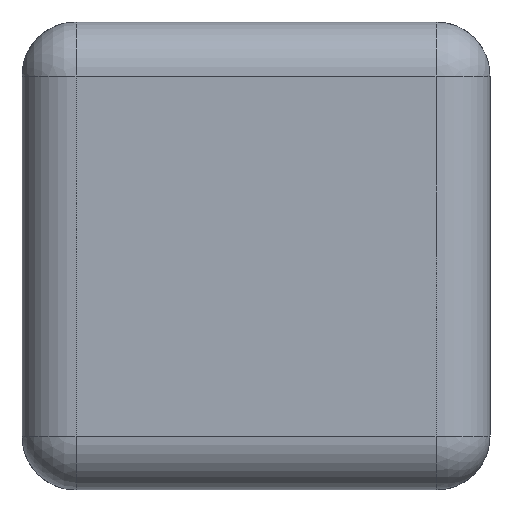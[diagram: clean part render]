
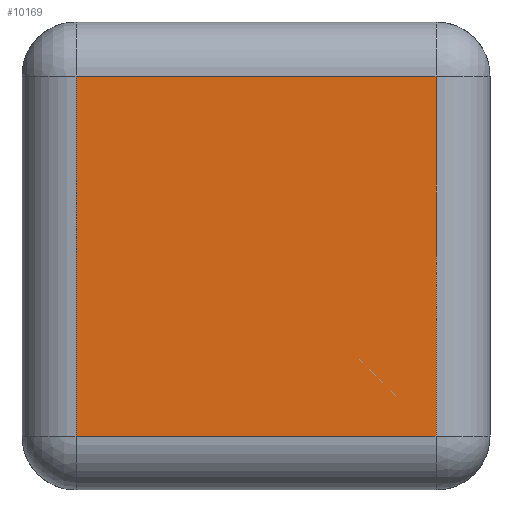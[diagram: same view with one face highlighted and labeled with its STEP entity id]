
A CAD part, left-side view. The second image highlights one B-rep face of the part: STEP entity #10169.
In plain terms, the highlighted planar face has unit normal (-1, 0, 0).
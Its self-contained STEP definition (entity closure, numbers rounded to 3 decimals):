
#1666 = CARTESIAN_POINT ( 'NONE',  ( -0.51, -0.2, -0.2 ) ) ;
#2047 = DIRECTION ( 'NONE',  ( 0., 0., -1. ) ) ;
#2286 = EDGE_LOOP ( 'NONE', ( #2583, #13612, #3689, #14012 ) ) ;
#2398 = LINE ( 'NONE', #3711, #4361 ) ;
#2434 = VERTEX_POINT ( 'NONE', #1666 ) ;
#2583 = ORIENTED_EDGE ( 'NONE', *, *, #9620, .T. ) ;
#3613 = DIRECTION ( 'NONE',  ( 0., -1., 0. ) ) ;
#3689 = ORIENTED_EDGE ( 'NONE', *, *, #10798, .T. ) ;
#3695 = LINE ( 'NONE', #9084, #7833 ) ;
#3711 = CARTESIAN_POINT ( 'NONE',  ( -0.51, 0.2, 0.26 ) ) ;
#3997 = DIRECTION ( 'NONE',  ( 0., 1., 0. ) ) ;
#4361 = VECTOR ( 'NONE', #2047, 1000. ) ;
#4737 = AXIS2_PLACEMENT_3D ( 'NONE', #14309, #17220, #13276 ) ;
#4830 = FACE_OUTER_BOUND ( 'NONE', #2286, .T. ) ;
#6908 = LINE ( 'NONE', #9205, #16779 ) ;
#7833 = VECTOR ( 'NONE', #14405, 1000. ) ;
#8023 = VECTOR ( 'NONE', #3613, 1000. ) ;
#8589 = EDGE_CURVE ( 'NONE', #2434, #12916, #3695, .T. ) ;
#8633 = PLANE ( 'NONE',  #4737 ) ;
#8918 = CARTESIAN_POINT ( 'NONE',  ( -0.51, -0.26, -0.2 ) ) ;
#9084 = CARTESIAN_POINT ( 'NONE',  ( -0.51, -0.2, 0.26 ) ) ;
#9205 = CARTESIAN_POINT ( 'NONE',  ( -0.51, 0.26, 0.2 ) ) ;
#9339 = CARTESIAN_POINT ( 'NONE',  ( -0.51, 0.2, 0.2 ) ) ;
#9620 = EDGE_CURVE ( 'NONE', #12916, #9971, #6908, .T. ) ;
#9754 = VERTEX_POINT ( 'NONE', #16872 ) ;
#9971 = VERTEX_POINT ( 'NONE', #9339 ) ;
#10169 = ADVANCED_FACE ( 'NONE', ( #4830 ), #8633, .F. ) ;
#10318 = LINE ( 'NONE', #8918, #8023 ) ;
#10798 = EDGE_CURVE ( 'NONE', #9754, #2434, #10318, .T. ) ;
#11768 = EDGE_CURVE ( 'NONE', #9971, #9754, #2398, .T. ) ;
#12916 = VERTEX_POINT ( 'NONE', #15793 ) ;
#13276 = DIRECTION ( 'NONE',  ( 0., 1., 0. ) ) ;
#13612 = ORIENTED_EDGE ( 'NONE', *, *, #11768, .T. ) ;
#14012 = ORIENTED_EDGE ( 'NONE', *, *, #8589, .T. ) ;
#14309 = CARTESIAN_POINT ( 'NONE',  ( -0.51, 0.26, 0.26 ) ) ;
#14405 = DIRECTION ( 'NONE',  ( 0., 0., 1. ) ) ;
#15793 = CARTESIAN_POINT ( 'NONE',  ( -0.51, -0.2, 0.2 ) ) ;
#16779 = VECTOR ( 'NONE', #3997, 1000. ) ;
#16872 = CARTESIAN_POINT ( 'NONE',  ( -0.51, 0.2, -0.2 ) ) ;
#17220 = DIRECTION ( 'NONE',  ( 1., 0., 0. ) ) ;
